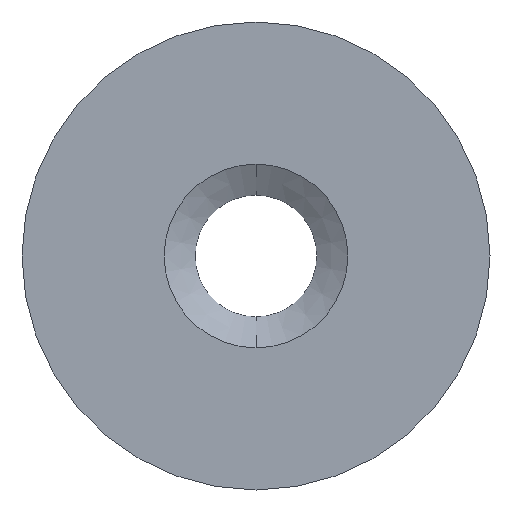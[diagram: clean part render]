
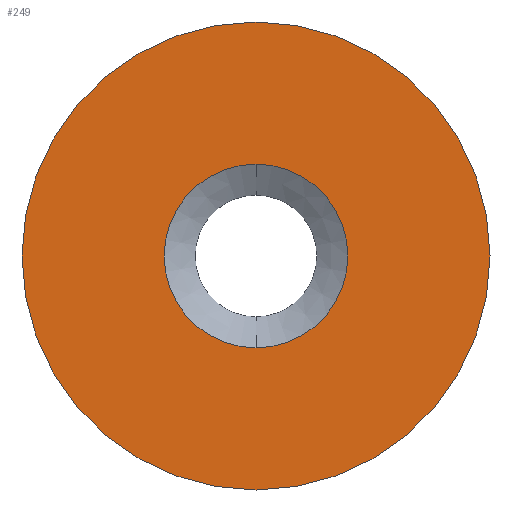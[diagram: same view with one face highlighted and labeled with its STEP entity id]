
A CAD part, front view. The second image highlights one B-rep face of the part: STEP entity #249.
In plain terms, the highlighted planar face has unit normal (0, -1, 0).
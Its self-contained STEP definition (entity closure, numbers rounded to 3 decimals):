
#7 = FACE_OUTER_BOUND ( 'NONE', #226, .T. ) ;
#12 = CIRCLE ( 'NONE', #59, 5.298 ) ;
#15 = CARTESIAN_POINT ( 'NONE',  ( 0., 0., -5.298 ) ) ;
#17 = ORIENTED_EDGE ( 'NONE', *, *, #83, .F. ) ;
#27 = CIRCLE ( 'NONE', #50, 13.5 ) ;
#45 = ORIENTED_EDGE ( 'NONE', *, *, #94, .F. ) ;
#50 = AXIS2_PLACEMENT_3D ( 'NONE', #230, #111, #205 ) ;
#58 = EDGE_CURVE ( 'NONE', #223, #269, #289, .T. ) ;
#59 = AXIS2_PLACEMENT_3D ( 'NONE', #296, #89, #184 ) ;
#66 = VERTEX_POINT ( 'NONE', #293 ) ;
#69 = ORIENTED_EDGE ( 'NONE', *, *, #58, .F. ) ;
#73 = DIRECTION ( 'NONE',  ( 0., 1., 0. ) ) ;
#76 = PLANE ( 'NONE',  #188 ) ;
#83 = EDGE_CURVE ( 'NONE', #105, #66, #27, .T. ) ;
#86 = CIRCLE ( 'NONE', #95, 13.5 ) ;
#87 = DIRECTION ( 'NONE',  ( 0., -1., 0. ) ) ;
#89 = DIRECTION ( 'NONE',  ( 0., -1., 0. ) ) ;
#94 = EDGE_CURVE ( 'NONE', #269, #223, #12, .T. ) ;
#95 = AXIS2_PLACEMENT_3D ( 'NONE', #209, #73, #258 ) ;
#105 = VERTEX_POINT ( 'NONE', #274 ) ;
#109 = DIRECTION ( 'NONE',  ( 0., 0., -1. ) ) ;
#111 = DIRECTION ( 'NONE',  ( 0., 1., 0. ) ) ;
#116 = DIRECTION ( 'NONE',  ( 1., 0., 0. ) ) ;
#177 = EDGE_LOOP ( 'NONE', ( #45, #69 ) ) ;
#183 = ORIENTED_EDGE ( 'NONE', *, *, #192, .F. ) ;
#184 = DIRECTION ( 'NONE',  ( 0., 0., -1. ) ) ;
#188 = AXIS2_PLACEMENT_3D ( 'NONE', #207, #231, #116 ) ;
#192 = EDGE_CURVE ( 'NONE', #66, #105, #86, .T. ) ;
#205 = DIRECTION ( 'NONE',  ( 0., 0., 1. ) ) ;
#207 = CARTESIAN_POINT ( 'NONE',  ( 0., 0., 0. ) ) ;
#209 = CARTESIAN_POINT ( 'NONE',  ( 0., 0., 0. ) ) ;
#223 = VERTEX_POINT ( 'NONE', #237 ) ;
#225 = CARTESIAN_POINT ( 'NONE',  ( 0., 0., 0. ) ) ;
#226 = EDGE_LOOP ( 'NONE', ( #17, #183 ) ) ;
#230 = CARTESIAN_POINT ( 'NONE',  ( 0., 0., 0. ) ) ;
#231 = DIRECTION ( 'NONE',  ( 0., 1., 0. ) ) ;
#232 = FACE_BOUND ( 'NONE', #177, .T. ) ;
#237 = CARTESIAN_POINT ( 'NONE',  ( 0., 0., 5.298 ) ) ;
#249 = ADVANCED_FACE ( 'NONE', ( #232, #7 ), #76, .F. ) ;
#256 = AXIS2_PLACEMENT_3D ( 'NONE', #225, #87, #109 ) ;
#258 = DIRECTION ( 'NONE',  ( 0., 0., 1. ) ) ;
#269 = VERTEX_POINT ( 'NONE', #15 ) ;
#274 = CARTESIAN_POINT ( 'NONE',  ( 0., 0., -13.5 ) ) ;
#289 = CIRCLE ( 'NONE', #256, 5.298 ) ;
#293 = CARTESIAN_POINT ( 'NONE',  ( 0., 0., 13.5 ) ) ;
#296 = CARTESIAN_POINT ( 'NONE',  ( 0., 0., 0. ) ) ;
